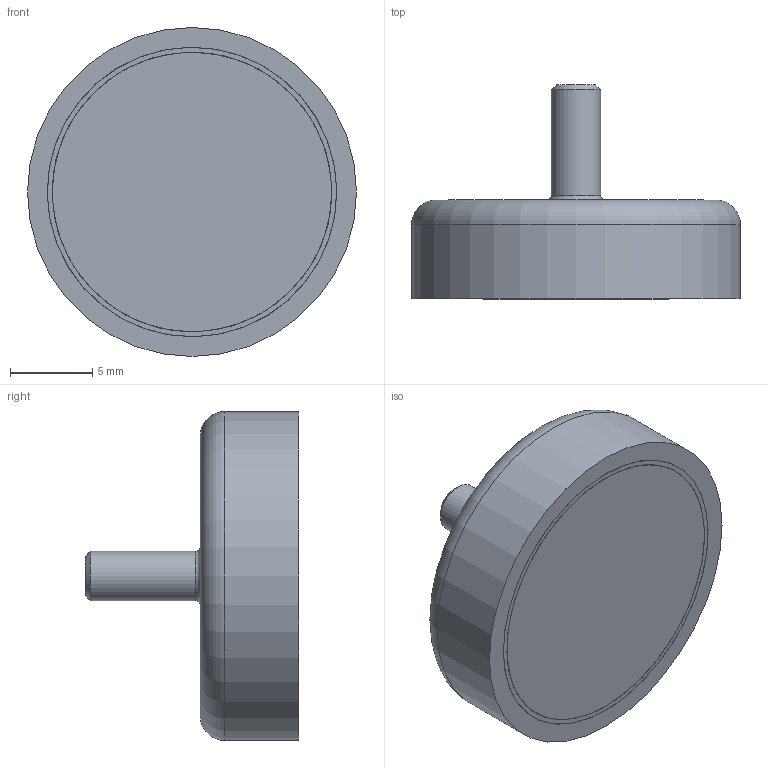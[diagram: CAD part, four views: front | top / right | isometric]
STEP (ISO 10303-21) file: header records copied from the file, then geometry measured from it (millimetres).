
FILE_DESCRIPTION(/* description */ (''),/* implementation_level */ '2;1');
FILE_NAME(/* name */ 'GM16704 -.stp',/* time_stamp */ '2019-10-02T09:54:52+02:00',/* author */ ('PV'),/* organization */ (''),/* preprocessor_version */ 'ST-DEVELOPER v17.2',/* originating_system */ 'Autodesk Inventor 2019',/* authorisation */ '');
FILE_SCHEMA (('AUTOMOTIVE_DESIGN { 1 0 10303 214 3 1 1 }'));
Length unit declared in the file: millimetre
Products named in the file (4): GM16704; E0122271; E0122272; E0122273
Assembly tree (3 placements, depth 2):
  GM16704
    E0122271
    E0122272
    E0122273
Bounding box: 20 x 13 x 20 mm (x, y, z)
Volume: 1904.9 mm3; surface area: 2547.4 mm2
Topology: 3 solids, 3 shells, 19 faces, 42 edges, 31 vertices
Faces by surface type: plane 8, cylinder 6, torus 4, cone 1
Full cylindrical faces by diameter (mm): 3 x1, 17 x2, 17.6 x2, 20 x1
Entity records: 731 total; most frequent: DIRECTION 129, CARTESIAN_POINT 99, ORIENTED_EDGE 84, AXIS2_PLACEMENT_3D 61, EDGE_CURVE 42, CIRCLE 35, VERTEX_POINT 31, EDGE_LOOP 23
